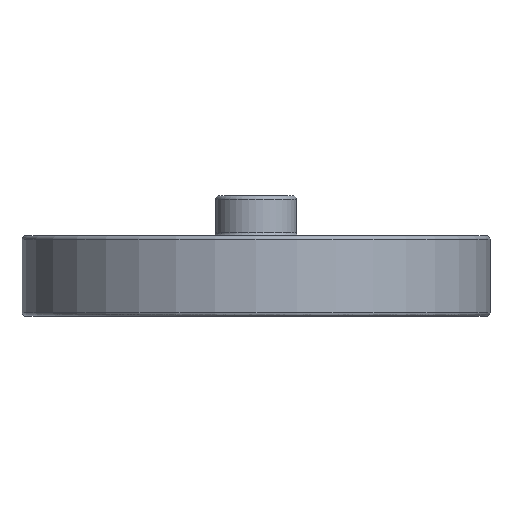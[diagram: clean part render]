
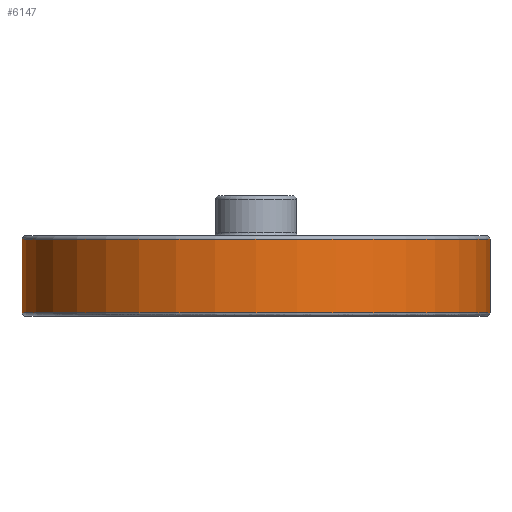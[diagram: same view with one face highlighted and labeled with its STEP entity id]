
A CAD part, front view. The second image highlights one B-rep face of the part: STEP entity #6147.
In plain terms, the highlighted cylindrical face has radius 35 mm (diameter 70 mm), a partial arc.
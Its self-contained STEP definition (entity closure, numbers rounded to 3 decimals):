
#285 = DIRECTION ( 'NONE',  ( 0., 0., -1. ) ) ;
#778 = EDGE_LOOP ( 'NONE', ( #6218, #4644, #7097, #2627 ) ) ;
#829 = CYLINDRICAL_SURFACE ( 'NONE', #3900, 35. ) ;
#1134 = AXIS2_PLACEMENT_3D ( 'NONE', #6461, #3098, #4989 ) ;
#1268 = VECTOR ( 'NONE', #2787, 1000. ) ;
#1668 = CARTESIAN_POINT ( 'NONE',  ( -35., 0., 5.5 ) ) ;
#1997 = CIRCLE ( 'NONE', #2686, 35. ) ;
#2201 = CARTESIAN_POINT ( 'NONE',  ( 0., 0., 6. ) ) ;
#2623 = EDGE_CURVE ( 'NONE', #6086, #3733, #1997, .T. ) ;
#2626 = EDGE_CURVE ( 'NONE', #6943, #4892, #4924, .T. ) ;
#2627 = ORIENTED_EDGE ( 'NONE', *, *, #2626, .T. ) ;
#2681 = CARTESIAN_POINT ( 'NONE',  ( 35., 0., -5.5 ) ) ;
#2686 = AXIS2_PLACEMENT_3D ( 'NONE', #7590, #285, #4319 ) ;
#2787 = DIRECTION ( 'NONE',  ( 0., 0., -1. ) ) ;
#2862 = FACE_OUTER_BOUND ( 'NONE', #778, .T. ) ;
#3098 = DIRECTION ( 'NONE',  ( 0., 0., 1. ) ) ;
#3368 = EDGE_CURVE ( 'NONE', #3733, #6943, #6882, .T. ) ;
#3376 = EDGE_CURVE ( 'NONE', #6086, #4892, #6445, .T. ) ;
#3733 = VERTEX_POINT ( 'NONE', #1668 ) ;
#3900 = AXIS2_PLACEMENT_3D ( 'NONE', #2201, #7352, #4874 ) ;
#4103 = CARTESIAN_POINT ( 'NONE',  ( 35., 0., 6. ) ) ;
#4319 = DIRECTION ( 'NONE',  ( 1., 0., 0. ) ) ;
#4644 = ORIENTED_EDGE ( 'NONE', *, *, #2623, .T. ) ;
#4874 = DIRECTION ( 'NONE',  ( -1., 0., 0. ) ) ;
#4892 = VERTEX_POINT ( 'NONE', #2681 ) ;
#4924 = CIRCLE ( 'NONE', #1134, 35. ) ;
#4989 = DIRECTION ( 'NONE',  ( 1., 0., 0. ) ) ;
#6086 = VERTEX_POINT ( 'NONE', #7482 ) ;
#6111 = CARTESIAN_POINT ( 'NONE',  ( -35., 0., 6. ) ) ;
#6147 = ADVANCED_FACE ( 'NONE', ( #2862 ), #829, .T. ) ;
#6169 = VECTOR ( 'NONE', #8645, 1000. ) ;
#6218 = ORIENTED_EDGE ( 'NONE', *, *, #3376, .F. ) ;
#6445 = LINE ( 'NONE', #4103, #6169 ) ;
#6461 = CARTESIAN_POINT ( 'NONE',  ( 0., 0., -5.5 ) ) ;
#6778 = CARTESIAN_POINT ( 'NONE',  ( -35., 0., -5.5 ) ) ;
#6882 = LINE ( 'NONE', #6111, #1268 ) ;
#6943 = VERTEX_POINT ( 'NONE', #6778 ) ;
#7097 = ORIENTED_EDGE ( 'NONE', *, *, #3368, .T. ) ;
#7352 = DIRECTION ( 'NONE',  ( 0., 0., -1. ) ) ;
#7482 = CARTESIAN_POINT ( 'NONE',  ( 35., 0., 5.5 ) ) ;
#7590 = CARTESIAN_POINT ( 'NONE',  ( 0., 0., 5.5 ) ) ;
#8645 = DIRECTION ( 'NONE',  ( 0., 0., -1. ) ) ;
